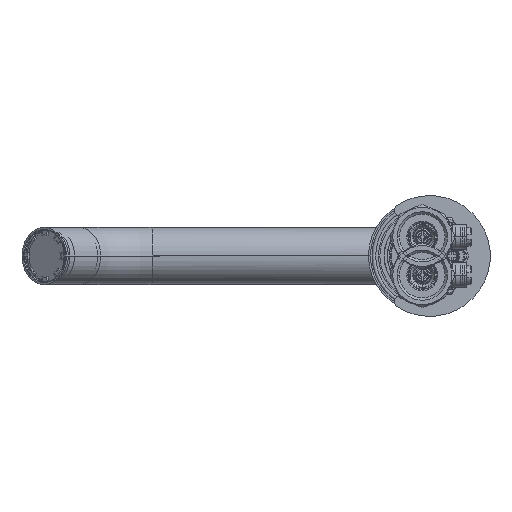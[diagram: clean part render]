
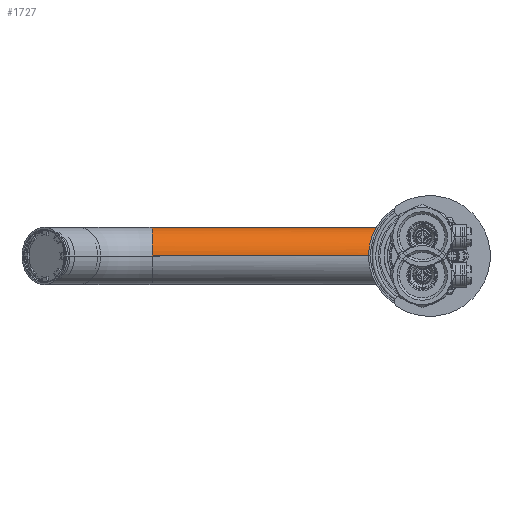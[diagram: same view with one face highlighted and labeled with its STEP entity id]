
A CAD part, front view. The second image highlights one B-rep face of the part: STEP entity #1727.
In plain terms, the highlighted cylindrical face has radius 12 mm (diameter 24 mm), a partial arc.
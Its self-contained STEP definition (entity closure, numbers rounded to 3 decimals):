
#1288=CARTESIAN_POINT('',(-21.,79.,0.));
#1289=CARTESIAN_POINT('',(-21.,79.,0.229));
#1290=CARTESIAN_POINT('',(-20.992,79.013,
0.689));
#1291=CARTESIAN_POINT('',(-20.958,79.073,1.378));
#1292=CARTESIAN_POINT('',(-20.902,79.172,2.065));
#1293=CARTESIAN_POINT('',(-20.823,79.313,2.751));
#1294=CARTESIAN_POINT('',(-20.721,79.494,3.433));
#1295=CARTESIAN_POINT('',(-20.597,79.719,4.111));
#1296=CARTESIAN_POINT('',(-20.452,79.987,4.784));
#1297=CARTESIAN_POINT('',(-20.285,80.299,5.447));
#1298=CARTESIAN_POINT('',(-20.098,80.657,6.1));
#1299=CARTESIAN_POINT('',(-19.894,81.06,6.737));
#1300=CARTESIAN_POINT('',(-19.673,81.509,7.357));
#1301=CARTESIAN_POINT('',(-19.44,82.001,7.952));
#1302=CARTESIAN_POINT('',(-19.198,82.536,8.518));
#1303=CARTESIAN_POINT('',(-18.952,83.108,9.051));
#1304=CARTESIAN_POINT('',(-18.708,83.713,9.545));
#1305=CARTESIAN_POINT('',(-18.471,84.344,9.994));
#1306=CARTESIAN_POINT('',(-18.247,84.992,10.397));
#1307=CARTESIAN_POINT('',(-18.04,85.655,10.752));
#1308=CARTESIAN_POINT('',(-17.853,86.323,11.059));
#1309=CARTESIAN_POINT('',(-17.688,86.997,11.32));
#1310=CARTESIAN_POINT('',(-17.548,87.67,11.536));
#1311=CARTESIAN_POINT('',(-17.433,88.341,11.708));
#1312=CARTESIAN_POINT('',(-17.344,89.01,11.84));
#1313=CARTESIAN_POINT('',(-17.28,89.674,11.933));
#1314=CARTESIAN_POINT('',(-17.242,90.338,11.988));
#1315=CARTESIAN_POINT('',(-17.229,91.,12.006));
#1316=CARTESIAN_POINT('',(-17.242,91.662,11.988));
#1317=CARTESIAN_POINT('',(-17.28,92.326,11.933));
#1318=CARTESIAN_POINT('',(-17.344,92.99,11.84));
#1319=CARTESIAN_POINT('',(-17.433,93.659,11.708));
#1320=CARTESIAN_POINT('',(-17.548,94.33,11.536));
#1321=CARTESIAN_POINT('',(-17.688,95.003,11.32));
#1322=CARTESIAN_POINT('',(-17.853,95.677,11.059));
#1323=CARTESIAN_POINT('',(-18.04,96.345,10.752));
#1324=CARTESIAN_POINT('',(-18.247,97.008,10.397));
#1325=CARTESIAN_POINT('',(-18.471,97.656,9.994));
#1326=CARTESIAN_POINT('',(-18.708,98.287,9.545));
#1327=CARTESIAN_POINT('',(-18.952,98.892,9.051));
#1328=CARTESIAN_POINT('',(-19.198,99.464,8.518));
#1329=CARTESIAN_POINT('',(-19.44,99.999,7.952));
#1330=CARTESIAN_POINT('',(-19.673,100.491,7.357));
#1331=CARTESIAN_POINT('',(-19.894,100.94,6.737));
#1332=CARTESIAN_POINT('',(-20.098,101.343,6.1));
#1333=CARTESIAN_POINT('',(-20.285,101.701,5.447));
#1334=CARTESIAN_POINT('',(-20.452,102.013,4.784));
#1335=CARTESIAN_POINT('',(-20.597,102.281,4.111));
#1336=CARTESIAN_POINT('',(-20.721,102.506,3.433));
#1337=CARTESIAN_POINT('',(-20.823,102.687,2.751));
#1338=CARTESIAN_POINT('',(-20.902,102.828,2.065));
#1339=CARTESIAN_POINT('',(-20.958,102.927,1.378));
#1340=CARTESIAN_POINT('',(-20.992,102.987,
0.689));
#1341=CARTESIAN_POINT('',(-21.,103.,0.229));
#1342=CARTESIAN_POINT('',(-21.,103.,0.));
#1344=DIRECTION('',(-1.,0.,0.));
#1345=VECTOR('',#1344,93.5);
#1346=CARTESIAN_POINT('',(-21.,79.,0.));
#1347=LINE('',#1346,#1345);
#1510=DIRECTION('',(-1.,0.,0.));
#1511=VECTOR('',#1510,93.5);
#1512=CARTESIAN_POINT('',(-21.,103.,0.));
#1513=LINE('',#1512,#1511);
#1524=CARTESIAN_POINT('',(-114.5,91.,0.));
#1525=DIRECTION('',(-1.,0.,0.));
#1526=DIRECTION('',(0.,-1.,0.));
#1527=AXIS2_PLACEMENT_3D('',#1524,#1525,#1526);
#1672=CARTESIAN_POINT('',(-114.5,79.,0.));
#1673=CARTESIAN_POINT('',(-114.5,103.,0.));
#1674=VERTEX_POINT('',#1672);
#1675=VERTEX_POINT('',#1673);
#1684=VERTEX_POINT('',#1288);
#1685=VERTEX_POINT('',#1342);
#1712=CARTESIAN_POINT('',(0.,91.,0.));
#1713=DIRECTION('',(-1.,0.,0.));
#1714=DIRECTION('',(0.,-1.,0.));
#1715=AXIS2_PLACEMENT_3D('',#1712,#1713,#1714);
#1716=CYLINDRICAL_SURFACE('',#1715,12.);
#1718=ORIENTED_EDGE('',*,*,#1717,.F.);
#1720=ORIENTED_EDGE('',*,*,#1719,.T.);
#1722=ORIENTED_EDGE('',*,*,#1721,.T.);
#1724=ORIENTED_EDGE('',*,*,#1723,.F.);
#1725=EDGE_LOOP('',(#1718,#1720,#1722,#1724));
#1726=FACE_OUTER_BOUND('',#1725,.F.);
#1727=ADVANCED_FACE('',(#1726),#1716,.T.);
#1343=B_SPLINE_CURVE_WITH_KNOTS('',3,(#1288,#1289,#1290,#1291,#1292,#1293,#1294,
#1295,#1296,#1297,#1298,#1299,#1300,#1301,#1302,#1303,#1304,#1305,#1306,#1307,
#1308,#1309,#1310,#1311,#1312,#1313,#1314,#1315,#1316,#1317,#1318,#1319,#1320,
#1321,#1322,#1323,#1324,#1325,#1326,#1327,#1328,#1329,#1330,#1331,#1332,#1333,
#1334,#1335,#1336,#1337,#1338,#1339,#1340,#1341,#1342),.UNSPECIFIED.,.F.,.F.,(4,
1,1,1,1,1,1,1,1,1,1,1,1,1,1,1,1,1,1,1,1,1,1,1,1,1,1,1,1,1,1,1,1,1,1,1,1,1,1,1,1,
1,1,1,1,1,1,1,1,1,1,1,4),(0.,0.019,0.038,
0.058,0.077,0.096,0.115,
0.135,0.154,0.173,0.192,
0.212,0.231,0.25,0.269,0.288,
0.308,0.327,0.346,0.365,
0.385,0.404,0.423,0.442,
0.462,0.481,0.5,0.519,0.538,
0.558,0.577,0.596,0.615,
0.635,0.654,0.673,0.692,
0.712,0.731,0.75,0.769,0.788,
0.808,0.827,0.846,0.865,
0.885,0.904,0.923,0.942,
0.962,0.981,1.),.UNSPECIFIED.);
#1528=CIRCLE('',#1527,12.);
#1717=EDGE_CURVE('',#1684,#1685,#1343,.T.);
#1719=EDGE_CURVE('',#1684,#1674,#1347,.T.);
#1721=EDGE_CURVE('',#1674,#1675,#1528,.T.);
#1723=EDGE_CURVE('',#1685,#1675,#1513,.T.);
